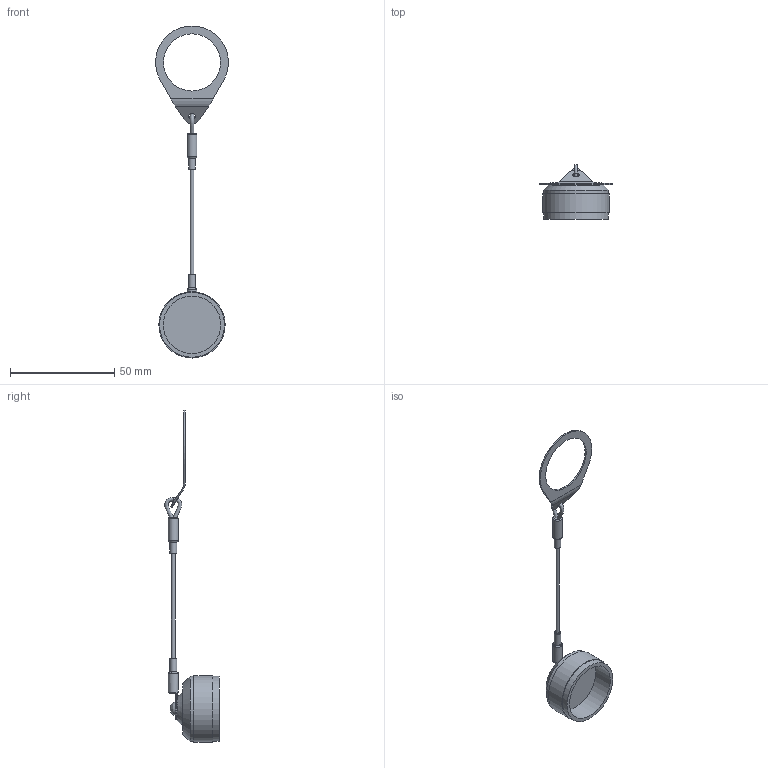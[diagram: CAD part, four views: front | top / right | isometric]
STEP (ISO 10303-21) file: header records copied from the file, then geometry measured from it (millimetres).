
FILE_DESCRIPTION (( 'STEP AP214' ), '1' );
FILE_NAME ('ECRU2201U00.STEP', '2018-01-15T19:51:56', ( '' ), ( '' ), 'SwSTEP 2.0', 'SolidWorks 2014', '' );
FILE_SCHEMA (( 'AUTOMOTIVE_DESIGN' ));
Length unit declared in the file: inch
Products named in the file (4): ECRU2201U00; ECRU2201-MA3; ECRU2201-MA4; ECRU2201-MA5
Assembly tree (3 placements, depth 2):
  ECRU2201U00
    ECRU2201-MA3
    ECRU2201-MA4
    ECRU2201-MA5
Bounding box: 34.85 x 25.99 x 158.87 mm (x, y, z)
Volume: 8772.7 mm3; surface area: 6634.5 mm2
Topology: 5 solids, 5 shells, 72 faces, 142 edges, 88 vertices
Faces by surface type: plane 30, cylinder 24, torus 11, bspline 5, cone 2
Full cylindrical faces by diameter (mm): 1.702 x2, 3.175 x1, 3.302 x2, 3.428 x1, 3.429 x2, 4.699 x2, 27.381 x1, 27.508 x1, 31.064 x2, 31.75 x1
Entity records: 2687 total; most frequent: CARTESIAN_POINT 810, DIRECTION 279, ORIENTED_EDGE 220, AXIS2_PLACEMENT_3D 127, EDGE_LOOP 113, EDGE_CURVE 110, FACE_OUTER_BOUND 96, VERTEX_POINT 83
